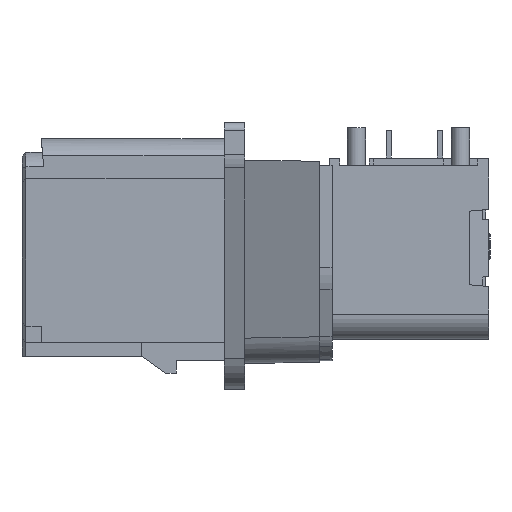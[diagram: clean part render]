
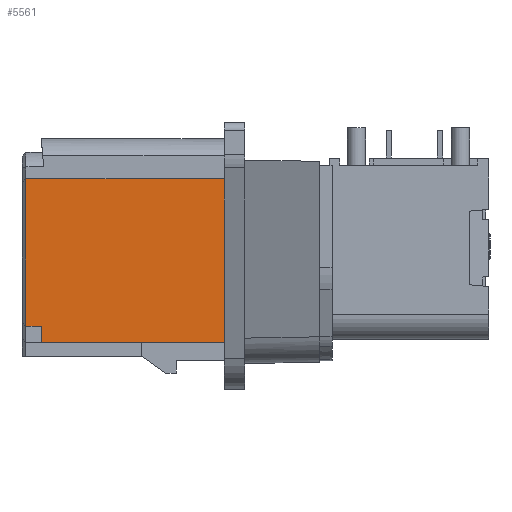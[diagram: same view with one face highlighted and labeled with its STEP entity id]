
A CAD part, left-side view. The second image highlights one B-rep face of the part: STEP entity #5561.
In plain terms, the highlighted planar face has unit normal (-1, 0, 0).
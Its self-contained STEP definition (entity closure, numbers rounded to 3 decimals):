
#5561=ADVANCED_FACE('',(#7455),#6570,.F.);
#6570=PLANE('',#24335);
#7455=FACE_OUTER_BOUND('',#8468,.T.);
#8468=EDGE_LOOP('',(#15772,#15773,#15774,#15775,#15776,#15777));
#9779=LINE('',#31613,#11927);
#10431=LINE('',#33199,#12579);
#10454=LINE('',#33244,#12602);
#10455=LINE('',#33246,#12603);
#10456=LINE('',#33248,#12604);
#10457=LINE('',#33250,#12605);
#11927=VECTOR('',#26070,1.);
#12579=VECTOR('',#27468,1.);
#12602=VECTOR('',#27503,1.);
#12603=VECTOR('',#27504,1.);
#12604=VECTOR('',#27505,1.);
#12605=VECTOR('',#27506,1.);
#15772=ORIENTED_EDGE('',*,*,#21278,.F.);
#15773=ORIENTED_EDGE('',*,*,#22070,.F.);
#15774=ORIENTED_EDGE('',*,*,#22071,.T.);
#15775=ORIENTED_EDGE('',*,*,#22072,.F.);
#15776=ORIENTED_EDGE('',*,*,#22073,.T.);
#15777=ORIENTED_EDGE('',*,*,#22047,.F.);
#19441=VERTEX_POINT('',#31614);
#19442=VERTEX_POINT('',#31615);
#19942=VERTEX_POINT('',#33200);
#19958=VERTEX_POINT('',#33245);
#19959=VERTEX_POINT('',#33247);
#19960=VERTEX_POINT('',#33249);
#21278=EDGE_CURVE('',#19441,#19442,#9779,.T.);
#22047=EDGE_CURVE('',#19442,#19942,#10431,.T.);
#22070=EDGE_CURVE('',#19958,#19441,#10454,.T.);
#22071=EDGE_CURVE('',#19958,#19959,#10455,.T.);
#22072=EDGE_CURVE('',#19960,#19959,#10456,.T.);
#22073=EDGE_CURVE('',#19960,#19942,#10457,.T.);
#24335=AXIS2_PLACEMENT_3D('',#33251,#27507,#27508);
#26070=DIRECTION('',(0.,0.,-1.));
#27468=DIRECTION('',(0.,1.,0.));
#27503=DIRECTION('',(0.,-1.,0.));
#27504=DIRECTION('',(0.,0.,-1.));
#27505=DIRECTION('',(0.,1.,0.));
#27506=DIRECTION('',(0.,0.,-1.));
#27507=DIRECTION('',(1.,0.,0.));
#27508=DIRECTION('',(0.,0.,1.));
#31613=CARTESIAN_POINT('',(-2.081,10.313,1.01));
#31614=CARTESIAN_POINT('',(-2.081,10.313,-1.04));
#31615=CARTESIAN_POINT('',(-2.081,10.313,-13.79));
#33199=CARTESIAN_POINT('',(-2.081,10.063,-13.79));
#33200=CARTESIAN_POINT('',(-2.081,24.563,-13.79));
#33244=CARTESIAN_POINT('',(-2.081,10.063,-1.04));
#33245=CARTESIAN_POINT('',(-2.081,25.763,-1.04));
#33246=CARTESIAN_POINT('',(-2.081,25.763,1.01));
#33247=CARTESIAN_POINT('',(-2.081,25.763,-12.54));
#33248=CARTESIAN_POINT('',(-2.081,10.063,-12.54));
#33249=CARTESIAN_POINT('',(-2.081,24.563,-12.54));
#33250=CARTESIAN_POINT('',(-2.081,24.563,-12.54));
#33251=CARTESIAN_POINT('',(-2.081,10.063,1.01));
